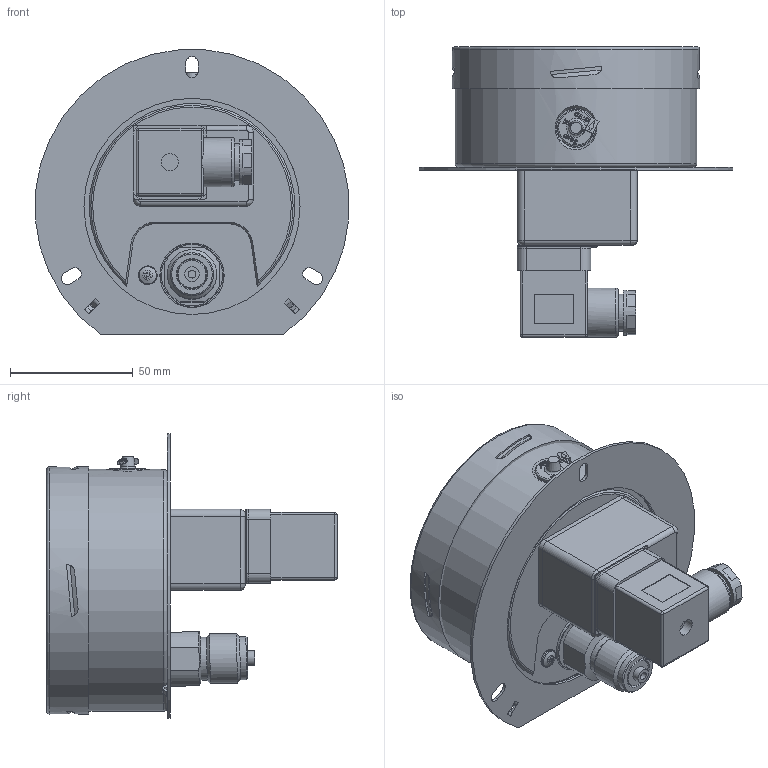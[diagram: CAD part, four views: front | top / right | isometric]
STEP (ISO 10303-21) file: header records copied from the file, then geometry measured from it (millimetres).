
FILE_DESCRIPTION(/* description */ (''),/* implementation_level */ '2;1');
FILE_NAME(/* name */ 'ТМж-520ТЭКТ с подсв.stp',/* time_stamp */ '2023-08-21T15:22:15+03:00',/* author */ ('Tech'),/* organization */ (''),/* preprocessor_version */ 'ST-DEVELOPER v18.1',/* originating_system */ 'Autodesk Inventor 2021',/* authorisation */ '');
FILE_SCHEMA (('AUTOMOTIVE_DESIGN { 1 0 10303 214 3 1 1 }'));
Length unit declared in the file: millimetre
Products named in the file (1): ТМж-520ТЭКТ с 
подсв
Bounding box: 127.59 x 118.2 x 115.76 mm (x, y, z)
Volume: 497285 mm3; surface area: 122040.8 mm2
Topology: 13 solids, 17 shells, 1093 faces, 2878 edges, 1936 vertices
Faces by surface type: plane 684, cylinder 184, bspline 162, cone 36, torus 22, sphere 5
Full cylindrical faces by diameter (mm): 1.8 x1, 2 x2, 2.093 x1, 2.5 x4, 3.2 x5, 3.3 x4, 3.5 x7, 4 x3, 4.143 x1, 4.5 x4, 5 x4, 5.8 x2, 6 x5, 7 x2, 7.6 x2, 10 x2, 10.5 x1, 15 x3, 17.5 x2, 18.5 x1, 18.8 x1, 20 x1, 20.1 x1, 25 x1, 88 x2, 94 x2, 96.5 x1, 98.5 x1, 99 x1, 100.6 x1
Entity records: 36091 total; most frequent: CARTESIAN_POINT 9125, ORIENTED_EDGE 5738, DIRECTION 5243, EDGE_CURVE 2869, VERTEX_POINT 1936, LINE 1797, VECTOR 1797, AXIS2_PLACEMENT_3D 1723
